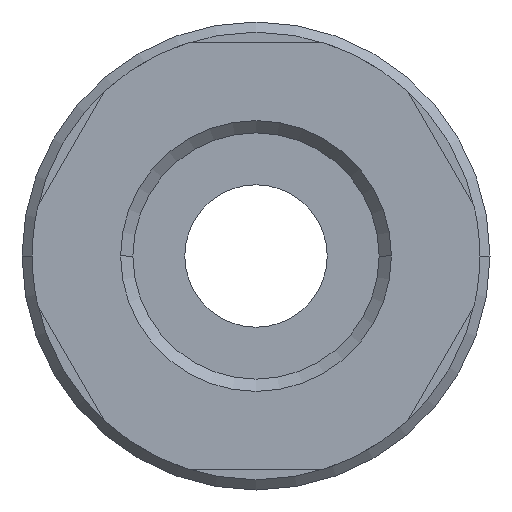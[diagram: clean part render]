
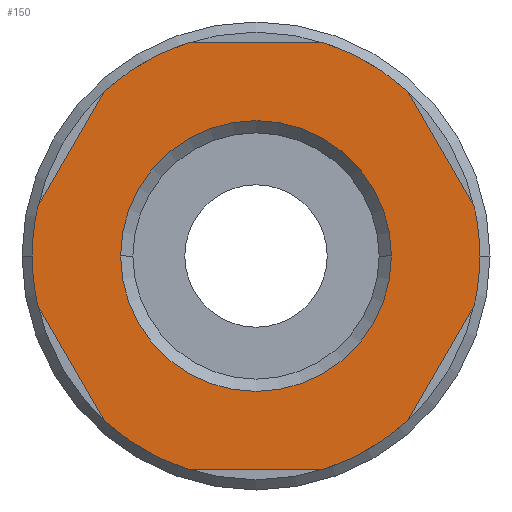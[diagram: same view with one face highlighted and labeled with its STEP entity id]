
A CAD part, front view. The second image highlights one B-rep face of the part: STEP entity #150.
In plain terms, the highlighted planar face has unit normal (0, -1, 0).
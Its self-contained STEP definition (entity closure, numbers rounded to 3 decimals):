
#150=ADVANCED_FACE('',(#364,#365),#366,.T.);
#364=FACE_BOUND('',#645,.T.);
#365=FACE_OUTER_BOUND('',#646,.T.);
#366=PLANE('',#647);
#645=EDGE_LOOP('',(#1022,#1023));
#646=EDGE_LOOP('',(#1024,#1025,#1026,#1027,#1028,#1029,#1030,#1031,#1032,#1033,#1034,#1035,#1036,#1037));
#647=AXIS2_PLACEMENT_3D('',#1038,#1039,#1040);
#1022=ORIENTED_EDGE('',*,*,#1656,.T.);
#1023=ORIENTED_EDGE('',*,*,#1699,.T.);
#1024=ORIENTED_EDGE('',*,*,#1700,.T.);
#1025=ORIENTED_EDGE('',*,*,#1701,.F.);
#1026=ORIENTED_EDGE('',*,*,#1702,.T.);
#1027=ORIENTED_EDGE('',*,*,#1683,.F.);
#1028=ORIENTED_EDGE('',*,*,#1703,.T.);
#1029=ORIENTED_EDGE('',*,*,#1704,.F.);
#1030=ORIENTED_EDGE('',*,*,#1705,.F.);
#1031=ORIENTED_EDGE('',*,*,#1676,.T.);
#1032=ORIENTED_EDGE('',*,*,#1706,.F.);
#1033=ORIENTED_EDGE('',*,*,#1707,.T.);
#1034=ORIENTED_EDGE('',*,*,#1708,.F.);
#1035=ORIENTED_EDGE('',*,*,#1709,.T.);
#1036=ORIENTED_EDGE('',*,*,#1710,.F.);
#1037=ORIENTED_EDGE('',*,*,#1621,.F.);
#1038=CARTESIAN_POINT('',(5.5,0.0,0.0));
#1039=DIRECTION('',(-0.0,-1.0,-0.0));
#1040=DIRECTION('',(-1.0,0.0,0.0));
#1621=EDGE_CURVE('',#1918,#1914,#1920,.T.);
#1656=EDGE_CURVE('',#1979,#1977,#1980,.T.);
#1676=EDGE_CURVE('',#2010,#2007,#2011,.T.);
#1683=EDGE_CURVE('',#2021,#2016,#2023,.T.);
#1699=EDGE_CURVE('',#1977,#1979,#2048,.T.);
#1700=EDGE_CURVE('',#1918,#2049,#2050,.T.);
#1701=EDGE_CURVE('',#2051,#2049,#2052,.T.);
#1702=EDGE_CURVE('',#2051,#2016,#2053,.T.);
#1703=EDGE_CURVE('',#2021,#2054,#2055,.T.);
#1704=EDGE_CURVE('',#2056,#2054,#2057,.T.);
#1705=EDGE_CURVE('',#2010,#2056,#2058,.T.);
#1706=EDGE_CURVE('',#2059,#2007,#2060,.T.);
#1707=EDGE_CURVE('',#2059,#2061,#2062,.T.);
#1708=EDGE_CURVE('',#2063,#2061,#2064,.T.);
#1709=EDGE_CURVE('',#2063,#2065,#2066,.T.);
#1710=EDGE_CURVE('',#1914,#2065,#2067,.T.);
#1914=VERTEX_POINT('',#2338);
#1918=VERTEX_POINT('',#2343);
#1920=CIRCLE('',#2346,11.0);
#1977=VERTEX_POINT('',#2453);
#1979=VERTEX_POINT('',#2456);
#1980=CIRCLE('',#2457,6.655);
#2007=VERTEX_POINT('',#2576);
#2010=VERTEX_POINT('',#2580);
#2011=LINE('',#2581,#2582);
#2016=VERTEX_POINT('',#2589);
#2021=VERTEX_POINT('',#2595);
#2023=CIRCLE('',#2598,11.0);
#2048=CIRCLE('',#2627,6.655);
#2049=VERTEX_POINT('',#2628);
#2050=LINE('',#2629,#2630);
#2051=VERTEX_POINT('',#2631);
#2052=CIRCLE('',#2632,11.0);
#2053=LINE('',#2633,#2634);
#2054=VERTEX_POINT('',#2635);
#2055=LINE('',#2636,#2637);
#2056=VERTEX_POINT('',#2638);
#2057=CIRCLE('',#2639,11.0);
#2058=CIRCLE('',#2640,11.0);
#2059=VERTEX_POINT('',#2641);
#2060=CIRCLE('',#2642,11.0);
#2061=VERTEX_POINT('',#2643);
#2062=LINE('',#2644,#2645);
#2063=VERTEX_POINT('',#2646);
#2064=CIRCLE('',#2647,11.0);
#2065=VERTEX_POINT('',#2648);
#2066=LINE('',#2649,#2650);
#2067=CIRCLE('',#2651,11.0);
#2338=CARTESIAN_POINT('',(-11.0,0.0,0.));
#2343=CARTESIAN_POINT('',(-10.733,0.0,-2.411));
#2346=AXIS2_PLACEMENT_3D('',#3054,#3055,#3056);
#2453=CARTESIAN_POINT('',(6.655,0.0,0.));
#2456=CARTESIAN_POINT('',(-6.655,0.0,0.));
#2457=AXIS2_PLACEMENT_3D('',#3112,#3113,#3114);
#2576=CARTESIAN_POINT('',(7.454,0.0,8.089));
#2580=CARTESIAN_POINT('',(10.733,0.0,2.411));
#2581=CARTESIAN_POINT('',(9.781,0.0,4.059));
#2582=VECTOR('',#3126,1.0);
#2589=CARTESIAN_POINT('',(3.279,0.0,-10.5));
#2595=CARTESIAN_POINT('',(7.454,0.0,-8.089));
#2598=AXIS2_PLACEMENT_3D('',#3134,#3135,#3136);
#2627=AXIS2_PLACEMENT_3D('',#3162,#3163,#3164);
#2628=CARTESIAN_POINT('',(-7.454,0.0,-8.089));
#2629=CARTESIAN_POINT('',(-8.406,0.0,-6.441));
#2630=VECTOR('',#3165,1.0);
#2631=CARTESIAN_POINT('',(-3.279,0.0,-10.5));
#2632=AXIS2_PLACEMENT_3D('',#3166,#3167,#3168);
#2633=CARTESIAN_POINT('',(2.75,0.0,-10.5));
#2634=VECTOR('',#3169,1.0);
#2635=CARTESIAN_POINT('',(10.733,0.0,-2.411));
#2636=CARTESIAN_POINT('',(9.781,0.0,-4.059));
#2637=VECTOR('',#3170,1.0);
#2638=CARTESIAN_POINT('',(11.0,0.0,0.));
#2639=AXIS2_PLACEMENT_3D('',#3171,#3172,#3173);
#2640=AXIS2_PLACEMENT_3D('',#3174,#3175,#3176);
#2641=CARTESIAN_POINT('',(3.279,0.0,10.5));
#2642=AXIS2_PLACEMENT_3D('',#3177,#3178,#3179);
#2643=CARTESIAN_POINT('',(-3.279,0.0,10.5));
#2644=CARTESIAN_POINT('',(2.75,0.0,10.5));
#2645=VECTOR('',#3180,1.0);
#2646=CARTESIAN_POINT('',(-7.454,0.0,8.089));
#2647=AXIS2_PLACEMENT_3D('',#3181,#3182,#3183);
#2648=CARTESIAN_POINT('',(-10.733,0.0,2.411));
#2649=CARTESIAN_POINT('',(-8.406,0.0,6.441));
#2650=VECTOR('',#3184,1.0);
#2651=AXIS2_PLACEMENT_3D('',#3185,#3186,#3187);
#3054=CARTESIAN_POINT('',(0.0,0.0,0.0));
#3055=DIRECTION('',(-0.0,1.0,0.0));
#3056=DIRECTION('',(1.0,0.0,0.0));
#3112=CARTESIAN_POINT('',(0.0,0.0,0.0));
#3113=DIRECTION('',(-0.0,1.0,0.0));
#3114=DIRECTION('',(1.0,0.0,0.0));
#3126=DIRECTION('',(-0.5,0.0,0.866));
#3134=CARTESIAN_POINT('',(0.0,0.0,0.0));
#3135=DIRECTION('',(-0.0,1.0,0.0));
#3136=DIRECTION('',(1.0,0.0,0.0));
#3162=CARTESIAN_POINT('',(0.0,0.0,0.0));
#3163=DIRECTION('',(-0.0,1.0,0.0));
#3164=DIRECTION('',(1.0,0.0,0.0));
#3165=DIRECTION('',(0.5,0.0,-0.866));
#3166=CARTESIAN_POINT('',(0.0,0.0,0.0));
#3167=DIRECTION('',(-0.0,1.0,0.0));
#3168=DIRECTION('',(1.0,0.0,0.0));
#3169=DIRECTION('',(1.0,-0.0,0.0));
#3170=DIRECTION('',(0.5,-0.0,0.866));
#3171=CARTESIAN_POINT('',(0.0,0.0,0.0));
#3172=DIRECTION('',(-0.0,1.0,0.0));
#3173=DIRECTION('',(1.0,0.0,0.0));
#3174=CARTESIAN_POINT('',(0.0,0.0,0.0));
#3175=DIRECTION('',(-0.0,1.0,0.0));
#3176=DIRECTION('',(1.0,0.0,0.0));
#3177=CARTESIAN_POINT('',(0.0,0.0,0.0));
#3178=DIRECTION('',(-0.0,1.0,0.0));
#3179=DIRECTION('',(1.0,0.0,0.0));
#3180=DIRECTION('',(-1.0,0.0,0.));
#3181=CARTESIAN_POINT('',(0.0,0.0,0.0));
#3182=DIRECTION('',(-0.0,1.0,0.0));
#3183=DIRECTION('',(1.0,0.0,0.0));
#3184=DIRECTION('',(-0.5,0.0,-0.866));
#3185=CARTESIAN_POINT('',(0.0,0.0,0.0));
#3186=DIRECTION('',(-0.0,1.0,0.0));
#3187=DIRECTION('',(1.0,0.0,0.0));
